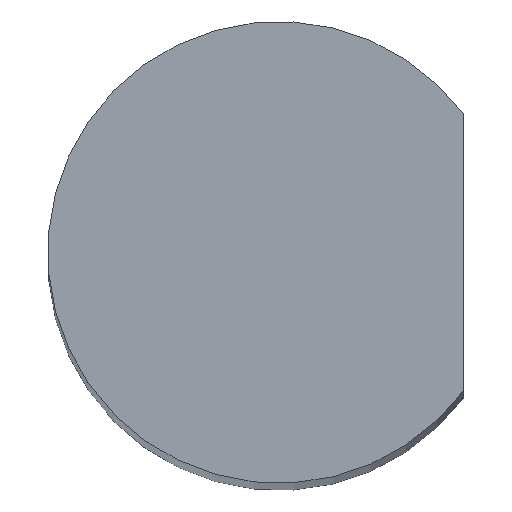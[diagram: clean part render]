
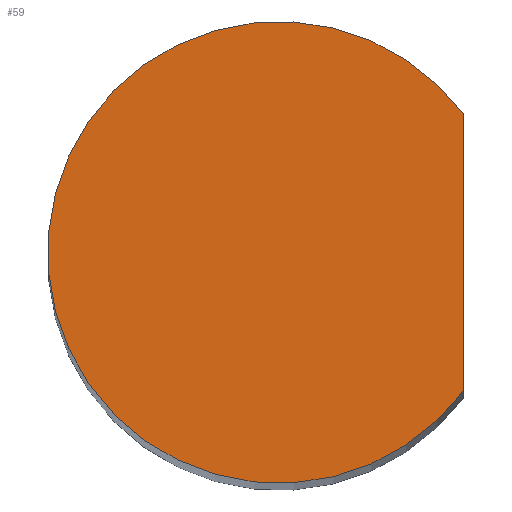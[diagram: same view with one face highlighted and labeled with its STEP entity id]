
A CAD part, top view. The second image highlights one B-rep face of the part: STEP entity #59.
In plain terms, the highlighted planar face has unit normal (0, 0, 1).
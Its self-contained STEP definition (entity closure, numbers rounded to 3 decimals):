
#16=FACE_OUTER_BOUND('',#20,.T.);
#20=EDGE_LOOP('',(#44,#45));
#24=LINE('',#106,#28);
#28=VECTOR('',#89,10.);
#32=CIRCLE('',#78,2.5);
#34=VERTEX_POINT('',#103);
#35=VERTEX_POINT('',#104);
#38=EDGE_CURVE('',#34,#35,#32,.T.);
#39=EDGE_CURVE('',#35,#34,#24,.T.);
#44=ORIENTED_EDGE('',*,*,#38,.T.);
#45=ORIENTED_EDGE('',*,*,#39,.T.);
#56=PLANE('',#77);
#59=ADVANCED_FACE('',(#16),#56,.T.);
#77=AXIS2_PLACEMENT_3D('',#102,#85,#86);
#78=AXIS2_PLACEMENT_3D('',#105,#87,#88);
#85=DIRECTION('center_axis',(0.,0.,1.));
#86=DIRECTION('ref_axis',(1.,0.,0.));
#87=DIRECTION('center_axis',(0.,0.,1.));
#88=DIRECTION('ref_axis',(0.8,0.6,0.));
#89=DIRECTION('',(0.,1.,0.));
#102=CARTESIAN_POINT('Origin',(-0.25,0.,45.));
#103=CARTESIAN_POINT('',(2.,1.5,45.));
#104=CARTESIAN_POINT('',(2.,-1.5,45.));
#105=CARTESIAN_POINT('Origin',(0.,0.,45.));
#106=CARTESIAN_POINT('',(2.,-0.75,45.));
